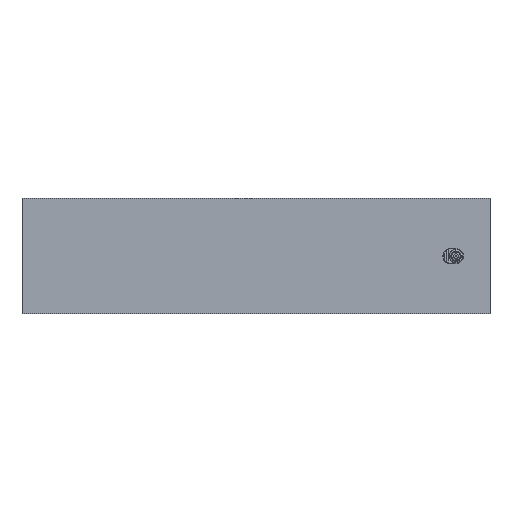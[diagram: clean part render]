
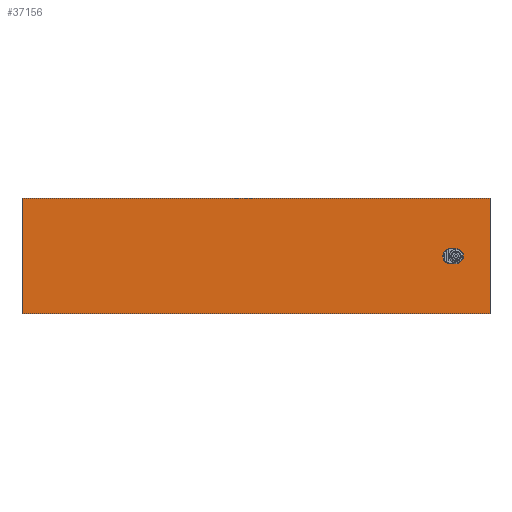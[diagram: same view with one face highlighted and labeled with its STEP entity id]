
A CAD part, top view. The second image highlights one B-rep face of the part: STEP entity #37156.
In plain terms, the highlighted planar face has unit normal (0, 0, 1).
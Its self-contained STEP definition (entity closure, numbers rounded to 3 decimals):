
#2193 = ORIENTED_EDGE ( 'NONE', *, *, #23752, .T. ) ;
#3234 = CIRCLE ( 'NONE', #55860, 11.25 ) ;
#6322 = CARTESIAN_POINT ( 'NONE',  ( 23.045, -308.1, 0. ) ) ;
#6550 = ORIENTED_EDGE ( 'NONE', *, *, #43221, .T. ) ;
#6817 = CARTESIAN_POINT ( 'NONE',  ( 23.045, -287.9, 0. ) ) ;
#7609 = EDGE_CURVE ( 'NONE', #42974, #62560, #14637, .T. ) ;
#7815 = ORIENTED_EDGE ( 'NONE', *, *, #41337, .T. ) ;
#10372 = VECTOR ( 'NONE', #57454, 1000. ) ;
#10531 = VECTOR ( 'NONE', #19284, 1000. ) ;
#10592 = CARTESIAN_POINT ( 'NONE',  ( 38.1, -293.045, 0. ) ) ;
#11000 = CARTESIAN_POINT ( 'NONE',  ( 28., -298., 0. ) ) ;
#11558 = CIRCLE ( 'NONE', #57159, 11.25 ) ;
#12679 = AXIS2_PLACEMENT_3D ( 'NONE', #45632, #40144, #62487 ) ;
#12686 = VECTOR ( 'NONE', #65224, 1000. ) ;
#12980 = ORIENTED_EDGE ( 'NONE', *, *, #68222, .F. ) ;
#14068 = CARTESIAN_POINT ( 'NONE',  ( -895., -175., 0. ) ) ;
#14211 = DIRECTION ( 'NONE',  ( -1., 0., 0. ) ) ;
#14637 = LINE ( 'NONE', #26349, #64932 ) ;
#14845 = CARTESIAN_POINT ( 'NONE',  ( -895., -298., 0. ) ) ;
#14960 = AXIS2_PLACEMENT_3D ( 'NONE', #58582, #19760, #42093 ) ;
#15215 = DIRECTION ( 'NONE',  ( 0., 1., 0. ) ) ;
#16172 = EDGE_CURVE ( 'NONE', #30532, #16964, #22536, .T. ) ;
#16964 = VERTEX_POINT ( 'NONE', #39042 ) ;
#17766 = ORIENTED_EDGE ( 'NONE', *, *, #36352, .F. ) ;
#18729 = DIRECTION ( 'NONE',  ( 1., 0., 0. ) ) ;
#19284 = DIRECTION ( 'NONE',  ( 1., 0., 0. ) ) ;
#19487 = EDGE_CURVE ( 'NONE', #71476, #48258, #3234, .T. ) ;
#19760 = DIRECTION ( 'NONE',  ( 0., 0., 1. ) ) ;
#20113 = EDGE_LOOP ( 'NONE', ( #45707, #6550, #2193, #33387, #69553, #24907, #42440, #7815 ) ) ;
#22536 = LINE ( 'NONE', #34237, #57176 ) ;
#23752 = EDGE_CURVE ( 'NONE', #62364, #30532, #11558, .T. ) ;
#24907 = ORIENTED_EDGE ( 'NONE', *, *, #7609, .T. ) ;
#25854 = CARTESIAN_POINT ( 'NONE',  ( 32.955, -287.9, 0. ) ) ;
#26202 = LINE ( 'NONE', #14845, #40611 ) ;
#26349 = CARTESIAN_POINT ( 'NONE',  ( 32.955, -308.1, 0. ) ) ;
#26360 = ORIENTED_EDGE ( 'NONE', *, *, #49855, .F. ) ;
#27121 = DIRECTION ( 'NONE',  ( 0., 0., -1. ) ) ;
#30532 = VERTEX_POINT ( 'NONE', #10592 ) ;
#30684 = CARTESIAN_POINT ( 'NONE',  ( 17.9, -293.045, 0. ) ) ;
#31275 = VERTEX_POINT ( 'NONE', #67645 ) ;
#31415 = LINE ( 'NONE', #48625, #65853 ) ;
#33387 = ORIENTED_EDGE ( 'NONE', *, *, #16172, .T. ) ;
#34237 = CARTESIAN_POINT ( 'NONE',  ( 38.1, -293.045, 0. ) ) ;
#35505 = PLANE ( 'NONE',  #14960 ) ;
#35559 = DIRECTION ( 'NONE',  ( 0., 0., -1. ) ) ;
#36352 = EDGE_CURVE ( 'NONE', #70753, #46592, #26202, .T. ) ;
#37156 = ADVANCED_FACE ( 'NONE', ( #47228, #58220 ), #35505, .T. ) ;
#39042 = CARTESIAN_POINT ( 'NONE',  ( 38.1, -302.955, 0. ) ) ;
#39911 = AXIS2_PLACEMENT_3D ( 'NONE', #45953, #67231, #57318 ) ;
#40144 = DIRECTION ( 'NONE',  ( 0., 0., -1. ) ) ;
#40611 = VECTOR ( 'NONE', #15215, 1000. ) ;
#41070 = LINE ( 'NONE', #48729, #12686 ) ;
#41337 = EDGE_CURVE ( 'NONE', #53482, #71476, #58538, .T. ) ;
#42093 = DIRECTION ( 'NONE',  ( -1., 0., 0. ) ) ;
#42440 = ORIENTED_EDGE ( 'NONE', *, *, #52579, .T. ) ;
#42974 = VERTEX_POINT ( 'NONE', #70277 ) ;
#43221 = EDGE_CURVE ( 'NONE', #48258, #62364, #65416, .T. ) ;
#43618 = DIRECTION ( 'NONE',  ( 1., 0., 0. ) ) ;
#44566 = CIRCLE ( 'NONE', #39911, 11.25 ) ;
#44884 = DIRECTION ( 'NONE',  ( 0., -1., 0. ) ) ;
#45632 = CARTESIAN_POINT ( 'NONE',  ( 28., -298., 0. ) ) ;
#45707 = ORIENTED_EDGE ( 'NONE', *, *, #19487, .T. ) ;
#45953 = CARTESIAN_POINT ( 'NONE',  ( 28., -298., 0. ) ) ;
#46592 = VERTEX_POINT ( 'NONE', #14068 ) ;
#46759 = LINE ( 'NONE', #47841, #59246 ) ;
#47228 = FACE_OUTER_BOUND ( 'NONE', #61202, .T. ) ;
#47841 = CARTESIAN_POINT ( 'NONE',  ( 100., -298., 0. ) ) ;
#48258 = VERTEX_POINT ( 'NONE', #6817 ) ;
#48480 = CARTESIAN_POINT ( 'NONE',  ( 32.955, -287.9, 0. ) ) ;
#48625 = CARTESIAN_POINT ( 'NONE',  ( -397.5, -421., 0. ) ) ;
#48729 = CARTESIAN_POINT ( 'NONE',  ( -397.5, -175., 0. ) ) ;
#49855 = EDGE_CURVE ( 'NONE', #46592, #50796, #41070, .T. ) ;
#50796 = VERTEX_POINT ( 'NONE', #60559 ) ;
#51900 = ORIENTED_EDGE ( 'NONE', *, *, #54533, .F. ) ;
#52417 = CARTESIAN_POINT ( 'NONE',  ( 28., -298., 0. ) ) ;
#52579 = EDGE_CURVE ( 'NONE', #62560, #53482, #64128, .T. ) ;
#53482 = VERTEX_POINT ( 'NONE', #67435 ) ;
#54533 = EDGE_CURVE ( 'NONE', #31275, #70753, #31415, .T. ) ;
#55860 = AXIS2_PLACEMENT_3D ( 'NONE', #52417, #35559, #18729 ) ;
#57159 = AXIS2_PLACEMENT_3D ( 'NONE', #11000, #27121, #43618 ) ;
#57176 = VECTOR ( 'NONE', #44884, 1000. ) ;
#57318 = DIRECTION ( 'NONE',  ( 1., 0., 0. ) ) ;
#57454 = DIRECTION ( 'NONE',  ( 0., 1., 0. ) ) ;
#58220 = FACE_BOUND ( 'NONE', #20113, .T. ) ;
#58538 = LINE ( 'NONE', #30684, #10372 ) ;
#58582 = CARTESIAN_POINT ( 'NONE',  ( -397.5, -298., 0. ) ) ;
#58590 = CARTESIAN_POINT ( 'NONE',  ( 17.9, -293.045, 0. ) ) ;
#59246 = VECTOR ( 'NONE', #63970, 1000. ) ;
#60559 = CARTESIAN_POINT ( 'NONE',  ( 100., -175., 0. ) ) ;
#61202 = EDGE_LOOP ( 'NONE', ( #12980, #26360, #17766, #51900 ) ) ;
#62364 = VERTEX_POINT ( 'NONE', #48480 ) ;
#62487 = DIRECTION ( 'NONE',  ( 1., 0., 0. ) ) ;
#62560 = VERTEX_POINT ( 'NONE', #6322 ) ;
#63085 = CARTESIAN_POINT ( 'NONE',  ( -895., -421., 0. ) ) ;
#63970 = DIRECTION ( 'NONE',  ( 0., -1., 0. ) ) ;
#64128 = CIRCLE ( 'NONE', #12679, 11.25 ) ;
#64820 = DIRECTION ( 'NONE',  ( -1., 0., 0. ) ) ;
#64932 = VECTOR ( 'NONE', #64820, 1000. ) ;
#65224 = DIRECTION ( 'NONE',  ( 1., 0., 0. ) ) ;
#65416 = LINE ( 'NONE', #25854, #10531 ) ;
#65853 = VECTOR ( 'NONE', #14211, 1000. ) ;
#67231 = DIRECTION ( 'NONE',  ( 0., 0., -1. ) ) ;
#67435 = CARTESIAN_POINT ( 'NONE',  ( 17.9, -302.955, 0. ) ) ;
#67645 = CARTESIAN_POINT ( 'NONE',  ( 100., -421., 0. ) ) ;
#68222 = EDGE_CURVE ( 'NONE', #50796, #31275, #46759, .T. ) ;
#69515 = EDGE_CURVE ( 'NONE', #16964, #42974, #44566, .T. ) ;
#69553 = ORIENTED_EDGE ( 'NONE', *, *, #69515, .T. ) ;
#70277 = CARTESIAN_POINT ( 'NONE',  ( 32.955, -308.1, 0. ) ) ;
#70753 = VERTEX_POINT ( 'NONE', #63085 ) ;
#71476 = VERTEX_POINT ( 'NONE', #58590 ) ;
